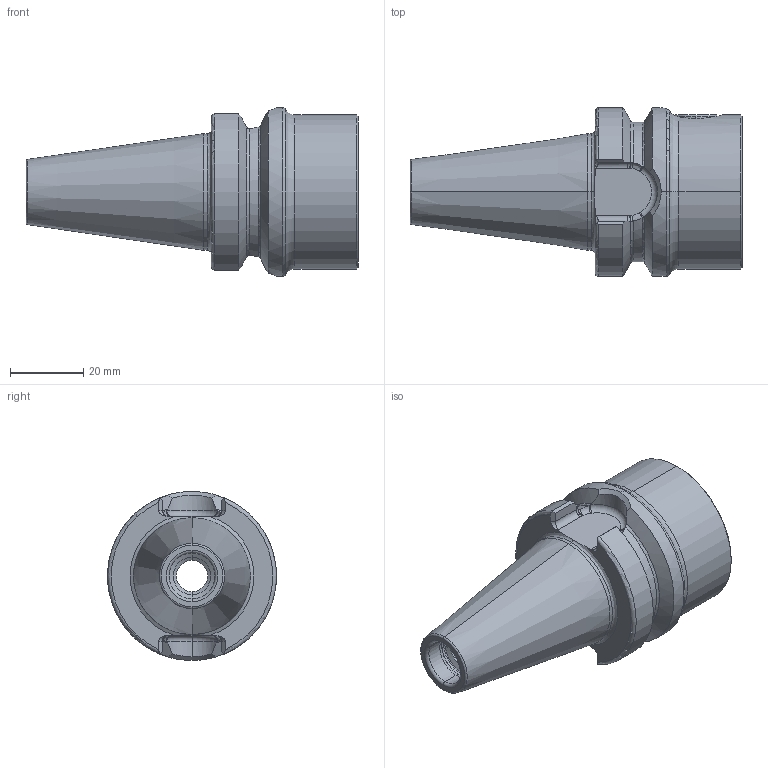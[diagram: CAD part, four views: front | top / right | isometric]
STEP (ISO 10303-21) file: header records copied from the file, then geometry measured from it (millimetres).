
FILE_DESCRIPTION (( 'STEP AP203' ), '1' );
FILE_NAME ('102.312.421.STEP', '2018-03-12T07:46:17', ( 'SWIAdmin' ), ( 'Hewlett-Packard Company' ), 'SwSTEP 2.0', 'SolidWorks 2017', '' );
FILE_SCHEMA (( 'CONFIG_CONTROL_DESIGN' ));
Length unit declared in the file: millimetre
Products named in the file (3): MB4-ER1.001.013_A; 102.312.421; BT3-MB4.K01.042_C
Assembly tree (2 placements, depth 2):
  102.312.421
    BT3-MB4.K01.042_C
    MB4-ER1.001.013_A
Bounding box: 90.4 x 46 x 46 mm (x, y, z)
Volume: 63249.7 mm3; surface area: 17022.8 mm2
Topology: 2 solids, 2 shells, 184 faces, 446 edges, 266 vertices
Faces by surface type: cylinder 54, plane 42, cone 37, torus 33, bspline 18
Entity records: 6523 total; most frequent: CARTESIAN_POINT 2087, ORIENTED_EDGE 888, DIRECTION 869, EDGE_CURVE 444, AXIS2_PLACEMENT_3D 365, VERTEX_POINT 266, CIRCLE 194, EDGE_LOOP 190
